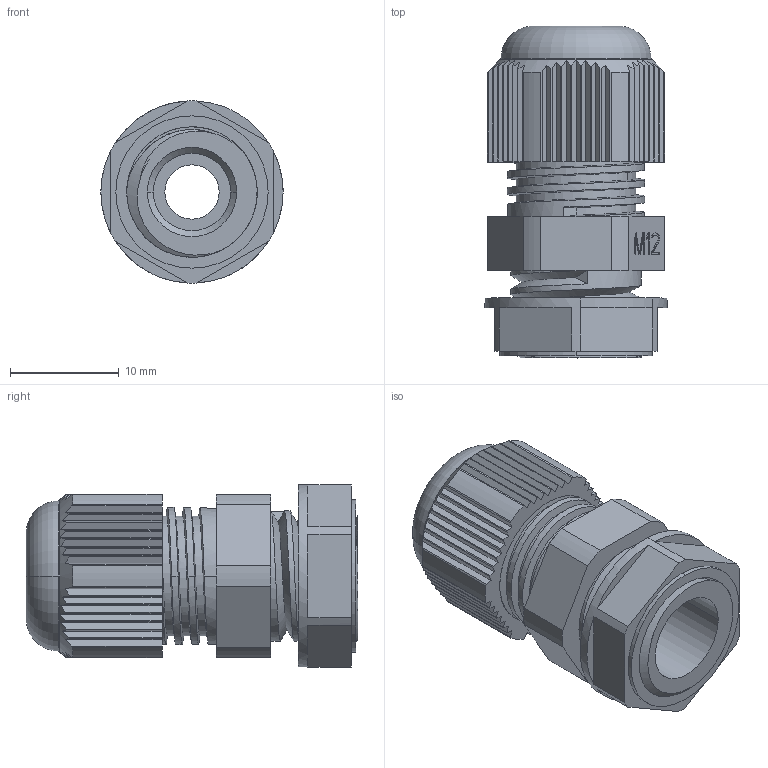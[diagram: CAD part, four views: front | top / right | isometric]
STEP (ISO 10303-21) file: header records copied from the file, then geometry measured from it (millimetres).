
FILE_DESCRIPTION((''),'2;1');
FILE_NAME('GLAND_M12','2015-11-12T',('david_cr'),('HWM-Water Ltd.'),'PRO/ENGINEER BY PARAMETRIC TECHNOLOGY CORPORATION, 2013050','PRO/ENGINEER BY PARAMETRIC TECHNOLOGY CORPORATION, 2013050','');
FILE_SCHEMA(('CONFIG_CONTROL_DESIGN'));
Length unit declared in the file: millimetre
Products named in the file (1): GLAND_M12
Bounding box: 16.75 x 30.5 x 16.75 mm (x, y, z)
Volume: 3633.3 mm3; surface area: 3586.9 mm2
Topology: 1 solids, 1 shells, 386 faces, 1129 edges, 717 vertices
Faces by surface type: plane 279, cylinder 84, bspline 11, cone 8, torus 4
Entity records: 19115 total; most frequent: CARTESIAN_POINT 5402, ORIENTED_EDGE 2258, DIRECTION 1926, PRESENTATION_STYLE_ASSIGNMENT 1147, STYLED_ITEM 1130, CURVE_STYLE 1129, EDGE_CURVE 1129, VERTEX_POINT 717
